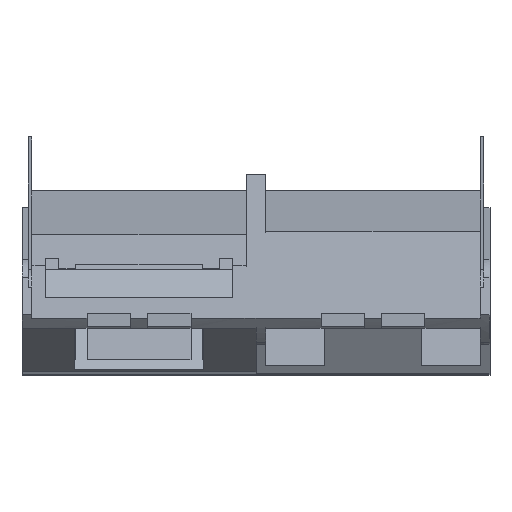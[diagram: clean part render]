
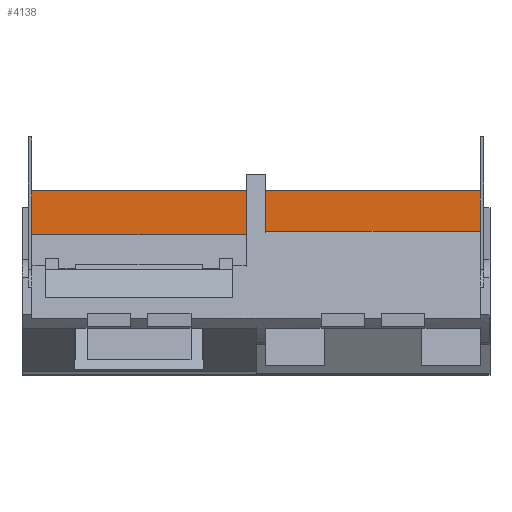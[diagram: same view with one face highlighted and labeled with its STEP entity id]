
A CAD part, top view. The second image highlights one B-rep face of the part: STEP entity #4138.
In plain terms, the highlighted planar face has unit normal (0, 0, 1).
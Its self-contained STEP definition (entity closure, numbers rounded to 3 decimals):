
#4123=AXIS2_PLACEMENT_3D('Plane Axis2P3D',#4120,#4121,#4122) ;
#933=CARTESIAN_POINT('Vertex',(44.05,17.762,1.)) ;
#937=CARTESIAN_POINT('Control Point',(44.05,2.745,1.)) ;
#938=CARTESIAN_POINT('Control Point',(44.05,5.748,1.)) ;
#939=CARTESIAN_POINT('Control Point',(44.05,8.752,1.)) ;
#940=CARTESIAN_POINT('Control Point',(44.05,11.755,1.)) ;
#941=CARTESIAN_POINT('Control Point',(44.05,14.758,1.)) ;
#942=CARTESIAN_POINT('Control Point',(44.05,17.762,1.)) ;
#943=CARTESIAN_POINT('Vertex',(44.05,2.745,1.)) ;
#2661=CARTESIAN_POINT('Vertex',(0.95,2.745,1.)) ;
#2665=CARTESIAN_POINT('Control Point',(0.95,2.745,1.)) ;
#2666=CARTESIAN_POINT('Control Point',(0.95,5.748,1.)) ;
#2667=CARTESIAN_POINT('Control Point',(0.95,8.752,1.)) ;
#2668=CARTESIAN_POINT('Control Point',(0.95,11.755,1.)) ;
#2669=CARTESIAN_POINT('Control Point',(0.95,14.758,1.)) ;
#2670=CARTESIAN_POINT('Control Point',(0.95,17.762,1.)) ;
#2671=CARTESIAN_POINT('Vertex',(0.95,17.762,1.)) ;
#4087=CARTESIAN_POINT('Line Origine',(11.425,17.762,1.)) ;
#4091=CARTESIAN_POINT('Vertex',(21.9,17.762,1.)) ;
#4094=CARTESIAN_POINT('Line Origine',(22.5,17.762,1.)) ;
#4098=CARTESIAN_POINT('Vertex',(23.1,17.762,1.)) ;
#4101=CARTESIAN_POINT('Line Origine',(33.575,17.762,1.)) ;
#4120=CARTESIAN_POINT('Axis2P3D Location',(33.75,2.745,1.)) ;
#4125=CARTESIAN_POINT('Line Origine',(22.5,2.745,1.)) ;
#4088=DIRECTION('Vector Direction',(1.,0.,0.)) ;
#4095=DIRECTION('Vector Direction',(-1.,0.,0.)) ;
#4102=DIRECTION('Vector Direction',(1.,0.,0.)) ;
#4121=DIRECTION('Axis2P3D Direction',(0.,0.,1.)) ;
#4122=DIRECTION('Axis2P3D XDirection',(0.,1.,0.)) ;
#4126=DIRECTION('Vector Direction',(1.,0.,0.)) ;
#4089=VECTOR('Line Direction',#4088,1.) ;
#4096=VECTOR('Line Direction',#4095,1.) ;
#4103=VECTOR('Line Direction',#4102,1.) ;
#4127=VECTOR('Line Direction',#4126,1.) ;
#4131=ORIENTED_EDGE('',*,*,#4105,.T.) ;
#4132=ORIENTED_EDGE('',*,*,#4100,.T.) ;
#4133=ORIENTED_EDGE('',*,*,#4093,.T.) ;
#4134=ORIENTED_EDGE('',*,*,#2673,.F.) ;
#4135=ORIENTED_EDGE('',*,*,#4129,.F.) ;
#4136=ORIENTED_EDGE('',*,*,#945,.F.) ;
#4138=ADVANCED_FACE('SIDE',(#4137),#4124,.T.) ;
#936=B_SPLINE_CURVE_WITH_KNOTS('',5,(#937,#938,#939,#940,#941,#942),.UNSPECIFIED.,.F.,.U.,(6,6),(0.,15.017),.UNSPECIFIED.) ;
#2664=B_SPLINE_CURVE_WITH_KNOTS('',5,(#2665,#2666,#2667,#2668,#2669,#2670),.UNSPECIFIED.,.F.,.U.,(6,6),(0.,15.017),.UNSPECIFIED.) ;
#945=EDGE_CURVE('',#934,#944,#936,.F.) ;
#2673=EDGE_CURVE('',#2662,#2672,#2664,.T.) ;
#4093=EDGE_CURVE('',#4092,#2672,#4090,.F.) ;
#4100=EDGE_CURVE('',#4099,#4092,#4097,.T.) ;
#4105=EDGE_CURVE('',#934,#4099,#4104,.F.) ;
#4129=EDGE_CURVE('',#944,#2662,#4128,.F.) ;
#4130=EDGE_LOOP('',(#4131,#4132,#4133,#4134,#4135,#4136)) ;
#4137=FACE_OUTER_BOUND('',#4130,.T.) ;
#4090=LINE('Line',#4087,#4089) ;
#4097=LINE('Line',#4094,#4096) ;
#4104=LINE('Line',#4101,#4103) ;
#4128=LINE('Line',#4125,#4127) ;
#4124=PLANE('',#4123) ;
#934=VERTEX_POINT('',#933) ;
#944=VERTEX_POINT('',#943) ;
#2662=VERTEX_POINT('',#2661) ;
#2672=VERTEX_POINT('',#2671) ;
#4092=VERTEX_POINT('',#4091) ;
#4099=VERTEX_POINT('',#4098) ;
